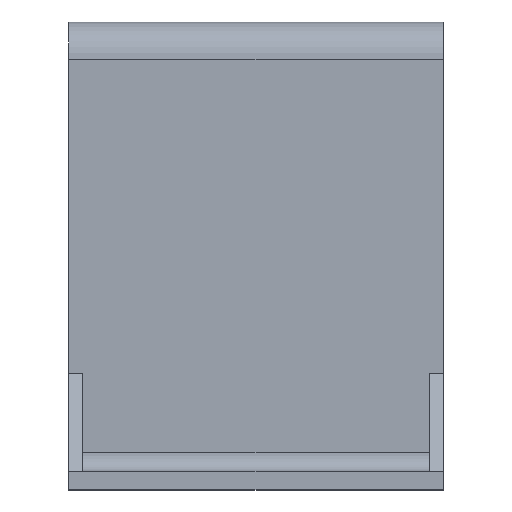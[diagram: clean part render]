
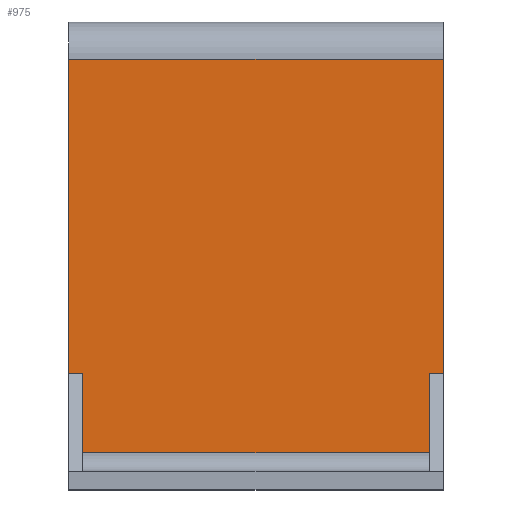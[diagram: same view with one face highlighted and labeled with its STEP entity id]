
A CAD part, front view. The second image highlights one B-rep face of the part: STEP entity #975.
In plain terms, the highlighted planar face has unit normal (0, -1, 0).
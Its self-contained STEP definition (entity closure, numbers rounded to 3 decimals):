
#853=CARTESIAN_POINT('',(-37.0,-67.5,-71.));
#854=VERTEX_POINT('',#853);
#863=CARTESIAN_POINT('',(-40.0,-67.5,-71.));
#864=VERTEX_POINT('',#863);
#865=CARTESIAN_POINT('',(-40.0,-67.5,-71.));
#866=DIRECTION('',(1.0,0.0,0.0));
#867=VECTOR('',#866,3.0);
#868=LINE('',#865,#867);
#869=EDGE_CURVE('',#864,#854,#868,.T.);
#893=CARTESIAN_POINT('',(-37.0,-67.5,-88.0));
#894=VERTEX_POINT('',#893);
#895=CARTESIAN_POINT('',(-37.0,-67.5,-71.));
#896=DIRECTION('',(0.0,0.0,-1.0));
#897=VECTOR('',#896,17.);
#898=LINE('',#895,#897);
#899=EDGE_CURVE('',#854,#894,#898,.T.);
#920=CARTESIAN_POINT('',(0.0,-67.5,-45.476));
#921=DIRECTION('',(0.0,-1.0,0.0));
#922=DIRECTION('',(1.0,0.0,0.0));
#923=AXIS2_PLACEMENT_3D('',#920,#921,#922);
#924=PLANE('',#923);
#925=ORIENTED_EDGE('',*,*,#869,.T.);
#926=ORIENTED_EDGE('',*,*,#899,.T.);
#927=CARTESIAN_POINT('',(37.0,-67.5,-88.0));
#928=VERTEX_POINT('',#927);
#929=CARTESIAN_POINT('',(-37.0,-67.5,-88.));
#930=DIRECTION('',(1.0,0.0,0.0));
#931=VECTOR('',#930,74.0);
#932=LINE('',#929,#931);
#933=EDGE_CURVE('',#894,#928,#932,.T.);
#934=ORIENTED_EDGE('',*,*,#933,.T.);
#935=CARTESIAN_POINT('',(37.0,-67.5,-71.));
#936=VERTEX_POINT('',#935);
#937=CARTESIAN_POINT('',(37.0,-67.5,-88.0));
#938=DIRECTION('',(0.0,0.0,1.0));
#939=VECTOR('',#938,17.);
#940=LINE('',#937,#939);
#941=EDGE_CURVE('',#928,#936,#940,.T.);
#942=ORIENTED_EDGE('',*,*,#941,.T.);
#943=CARTESIAN_POINT('',(40.0,-67.5,-71.));
#944=VERTEX_POINT('',#943);
#945=CARTESIAN_POINT('',(37.0,-67.5,-71.));
#946=DIRECTION('',(1.0,0.0,0.0));
#947=VECTOR('',#946,3.0);
#948=LINE('',#945,#947);
#949=EDGE_CURVE('',#936,#944,#948,.T.);
#950=ORIENTED_EDGE('',*,*,#949,.T.);
#951=CARTESIAN_POINT('',(40.0,-67.5,-4.));
#952=VERTEX_POINT('',#951);
#953=CARTESIAN_POINT('',(40.0,-67.5,-4.));
#954=DIRECTION('',(0.0,0.0,-1.0));
#955=VECTOR('',#954,67.);
#956=LINE('',#953,#955);
#957=EDGE_CURVE('',#952,#944,#956,.T.);
#958=ORIENTED_EDGE('',*,*,#957,.F.);
#959=CARTESIAN_POINT('',(-40.0,-67.5,-4.));
#960=VERTEX_POINT('',#959);
#961=CARTESIAN_POINT('',(40.0,-67.5,-4.));
#962=DIRECTION('',(-1.0,0.0,0.0));
#963=VECTOR('',#962,80.0);
#964=LINE('',#961,#963);
#965=EDGE_CURVE('',#952,#960,#964,.T.);
#966=ORIENTED_EDGE('',*,*,#965,.T.);
#967=CARTESIAN_POINT('',(-40.0,-67.5,-71.));
#968=DIRECTION('',(0.0,0.0,1.0));
#969=VECTOR('',#968,67.);
#970=LINE('',#967,#969);
#971=EDGE_CURVE('',#864,#960,#970,.T.);
#972=ORIENTED_EDGE('',*,*,#971,.F.);
#973=EDGE_LOOP('',(#925,#926,#934,#942,#950,#958,#966,#972));
#974=FACE_OUTER_BOUND('',#973,.T.);
#975=ADVANCED_FACE('',(#974),#924,.T.);
